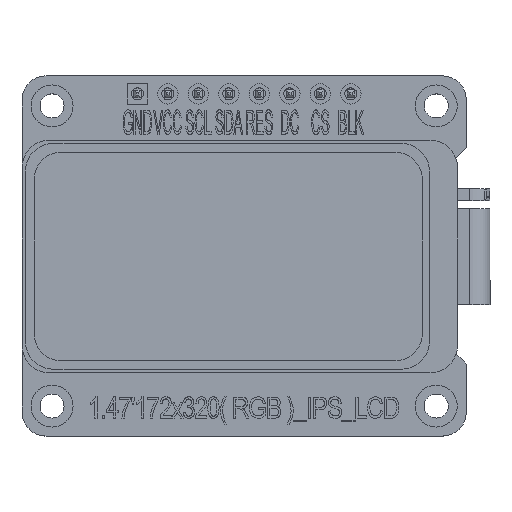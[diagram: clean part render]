
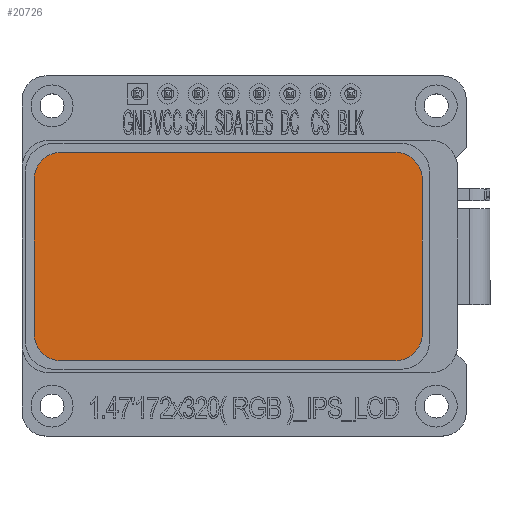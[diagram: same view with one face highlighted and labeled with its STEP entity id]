
A CAD part, top view. The second image highlights one B-rep face of the part: STEP entity #20726.
In plain terms, the highlighted planar face has unit normal (0, 0, 1).
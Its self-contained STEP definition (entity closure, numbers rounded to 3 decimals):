
#355 = VERTEX_POINT ( 'NONE', #24467 ) ;
#517 = ORIENTED_EDGE ( 'NONE', *, *, #10385, .T. ) ;
#924 = CARTESIAN_POINT ( 'NONE',  ( 1., 16.09, 1.46 ) ) ;
#2003 = CARTESIAN_POINT ( 'NONE',  ( 33.98, 17.09, 1.46 ) ) ;
#2641 = CARTESIAN_POINT ( 'NONE',  ( 33.35, 16.09, 1.46 ) ) ;
#3424 = VERTEX_POINT ( 'NONE', #33654 ) ;
#3530 = EDGE_CURVE ( 'NONE', #13679, #14033, #21122, .T. ) ;
#3560 = LINE ( 'NONE', #17537, #22213 ) ;
#3849 = ORIENTED_EDGE ( 'NONE', *, *, #14439, .T. ) ;
#4730 = CARTESIAN_POINT ( 'NONE',  ( 31.05, 1., 1.46 ) ) ;
#5367 = DIRECTION ( 'NONE',  ( 0., -1., 0. ) ) ;
#5592 = PLANE ( 'NONE',  #6723 ) ;
#5963 = EDGE_CURVE ( 'NONE', #26805, #26473, #31324, .T. ) ;
#6723 = AXIS2_PLACEMENT_3D ( 'NONE', #2003, #35340, #29847 ) ;
#7012 = CARTESIAN_POINT ( 'NONE',  ( 3.3, 3.3, 1.46 ) ) ;
#8075 = VECTOR ( 'NONE', #20074, 1000. ) ;
#8415 = ORIENTED_EDGE ( 'NONE', *, *, #15102, .T. ) ;
#9101 = CARTESIAN_POINT ( 'NONE',  ( 31.05, 1., 1.46 ) ) ;
#9536 = ORIENTED_EDGE ( 'NONE', *, *, #13420, .T. ) ;
#10385 = EDGE_CURVE ( 'NONE', #26473, #355, #28609, .T. ) ;
#11971 = DIRECTION ( 'NONE',  ( -1., 0., 0. ) ) ;
#13001 = CIRCLE ( 'NONE', #27196, 2.3 ) ;
#13420 = EDGE_CURVE ( 'NONE', #27668, #3424, #22146, .T. ) ;
#13670 = VERTEX_POINT ( 'NONE', #25984 ) ;
#13679 = VERTEX_POINT ( 'NONE', #25254 ) ;
#13990 = DIRECTION ( 'NONE',  ( 0., 0., 1. ) ) ;
#14033 = VERTEX_POINT ( 'NONE', #9101 ) ;
#14439 = EDGE_CURVE ( 'NONE', #3424, #13679, #17663, .T. ) ;
#14561 = EDGE_CURVE ( 'NONE', #14033, #13670, #15342, .T. ) ;
#15102 = EDGE_CURVE ( 'NONE', #355, #27668, #13001, .T. ) ;
#15284 = EDGE_LOOP ( 'NONE', ( #26833, #29685, #32291, #32564, #517, #8415, #9536, #3849 ) ) ;
#15342 = CIRCLE ( 'NONE', #24831, 2.3 ) ;
#15626 = DIRECTION ( 'NONE',  ( 0., 1., 0. ) ) ;
#15923 = DIRECTION ( 'NONE',  ( 1., 0., 0. ) ) ;
#16264 = DIRECTION ( 'NONE',  ( 0., 0., 1. ) ) ;
#17013 = EDGE_CURVE ( 'NONE', #13670, #26805, #3560, .T. ) ;
#17537 = CARTESIAN_POINT ( 'NONE',  ( 33.35, 16.09, 1.46 ) ) ;
#17663 = CIRCLE ( 'NONE', #22412, 2.3 ) ;
#17849 = FACE_OUTER_BOUND ( 'NONE', #15284, .T. ) ;
#18238 = DIRECTION ( 'NONE',  ( 0., 0., 1. ) ) ;
#18658 = CARTESIAN_POINT ( 'NONE',  ( 3.3, 16.09, 1.46 ) ) ;
#19013 = DIRECTION ( 'NONE',  ( -1., 0., 0. ) ) ;
#20074 = DIRECTION ( 'NONE',  ( -1., 0., 0. ) ) ;
#20148 = AXIS2_PLACEMENT_3D ( 'NONE', #27429, #21319, #27626 ) ;
#20726 = ADVANCED_FACE ( 'NONE', ( #17849 ), #5592, .F. ) ;
#21122 = LINE ( 'NONE', #4730, #26954 ) ;
#21319 = DIRECTION ( 'NONE',  ( 0., 0., 1. ) ) ;
#21776 = VECTOR ( 'NONE', #5367, 1000. ) ;
#22146 = LINE ( 'NONE', #33351, #21776 ) ;
#22213 = VECTOR ( 'NONE', #15626, 1000. ) ;
#22412 = AXIS2_PLACEMENT_3D ( 'NONE', #7012, #18238, #11971 ) ;
#22494 = CARTESIAN_POINT ( 'NONE',  ( 31.05, 3.3, 1.46 ) ) ;
#23787 = CARTESIAN_POINT ( 'NONE',  ( 31.05, 18.39, 1.46 ) ) ;
#24467 = CARTESIAN_POINT ( 'NONE',  ( 3.3, 18.39, 1.46 ) ) ;
#24831 = AXIS2_PLACEMENT_3D ( 'NONE', #22494, #13990, #36275 ) ;
#25254 = CARTESIAN_POINT ( 'NONE',  ( 3.3, 1., 1.46 ) ) ;
#25984 = CARTESIAN_POINT ( 'NONE',  ( 33.35, 3.3, 1.46 ) ) ;
#26473 = VERTEX_POINT ( 'NONE', #23787 ) ;
#26805 = VERTEX_POINT ( 'NONE', #2641 ) ;
#26833 = ORIENTED_EDGE ( 'NONE', *, *, #3530, .T. ) ;
#26954 = VECTOR ( 'NONE', #15923, 1000. ) ;
#27196 = AXIS2_PLACEMENT_3D ( 'NONE', #18658, #16264, #19013 ) ;
#27429 = CARTESIAN_POINT ( 'NONE',  ( 31.05, 16.09, 1.46 ) ) ;
#27626 = DIRECTION ( 'NONE',  ( -1., 0., 0. ) ) ;
#27668 = VERTEX_POINT ( 'NONE', #924 ) ;
#28609 = LINE ( 'NONE', #31693, #8075 ) ;
#29685 = ORIENTED_EDGE ( 'NONE', *, *, #14561, .T. ) ;
#29847 = DIRECTION ( 'NONE',  ( -1., 0., 0. ) ) ;
#31324 = CIRCLE ( 'NONE', #20148, 2.3 ) ;
#31693 = CARTESIAN_POINT ( 'NONE',  ( 3.3, 18.39, 1.46 ) ) ;
#32291 = ORIENTED_EDGE ( 'NONE', *, *, #17013, .T. ) ;
#32564 = ORIENTED_EDGE ( 'NONE', *, *, #5963, .T. ) ;
#33351 = CARTESIAN_POINT ( 'NONE',  ( 1., 16.09, 1.46 ) ) ;
#33654 = CARTESIAN_POINT ( 'NONE',  ( 1., 3.3, 1.46 ) ) ;
#35340 = DIRECTION ( 'NONE',  ( 0., 0., -1. ) ) ;
#36275 = DIRECTION ( 'NONE',  ( -1., 0., 0. ) ) ;
